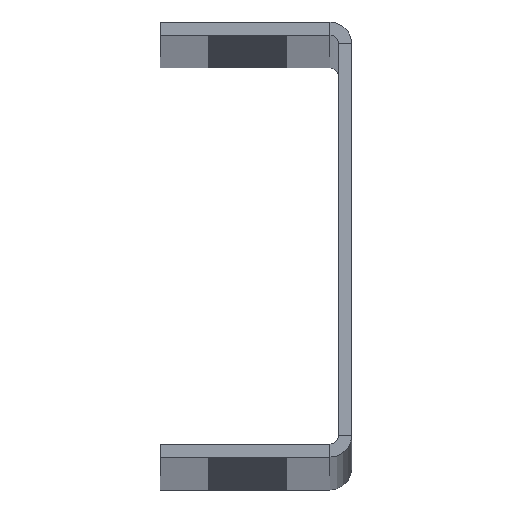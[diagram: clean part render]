
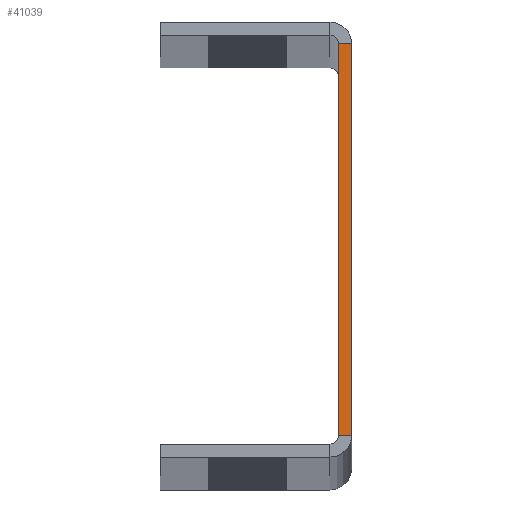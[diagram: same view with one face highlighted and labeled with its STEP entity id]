
A CAD part, top view. The second image highlights one B-rep face of the part: STEP entity #41039.
In plain terms, the highlighted planar face has unit normal (0, 0, 1).
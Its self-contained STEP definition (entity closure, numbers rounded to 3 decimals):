
#3440 = ORIENTED_EDGE ( 'NONE', *, *, #48042, .T. ) ;
#4620 = FACE_OUTER_BOUND ( 'NONE', #47746, .T. ) ;
#5571 = EDGE_CURVE ( 'NONE', #32249, #83458, #98827, .T. ) ;
#7994 = VECTOR ( 'NONE', #35928, 1000. ) ;
#8457 = VERTEX_POINT ( 'NONE', #56783 ) ;
#9571 = CARTESIAN_POINT ( 'NONE',  ( 20.5, -25., 2164. ) ) ;
#13088 = CARTESIAN_POINT ( 'NONE',  ( 22., -2.5, 2164. ) ) ;
#13431 = VERTEX_POINT ( 'NONE', #13088 ) ;
#15203 = CARTESIAN_POINT ( 'NONE',  ( 22., -2.5, 2164. ) ) ;
#25154 = PLANE ( 'NONE',  #25902 ) ;
#25902 = AXIS2_PLACEMENT_3D ( 'NONE', #9571, #79213, #32901 ) ;
#26204 = LINE ( 'NONE', #59184, #7994 ) ;
#27307 = DIRECTION ( 'NONE',  ( 1., 0., 0. ) ) ;
#32249 = VERTEX_POINT ( 'NONE', #41429 ) ;
#32901 = DIRECTION ( 'NONE',  ( 0., -1., 0. ) ) ;
#33237 = LINE ( 'NONE', #15203, #69488 ) ;
#35623 = ORIENTED_EDGE ( 'NONE', *, *, #5571, .T. ) ;
#35928 = DIRECTION ( 'NONE',  ( 0., -1., 0. ) ) ;
#41039 = ADVANCED_FACE ( 'NONE', ( #4620 ), #25154, .T. ) ;
#41429 = CARTESIAN_POINT ( 'NONE',  ( 20.5, -47.5, 2164. ) ) ;
#47278 = EDGE_CURVE ( 'NONE', #8457, #32249, #26204, .T. ) ;
#47746 = EDGE_LOOP ( 'NONE', ( #3440, #74822, #35623, #97452 ) ) ;
#48042 = EDGE_CURVE ( 'NONE', #13431, #8457, #33237, .T. ) ;
#50206 = CARTESIAN_POINT ( 'NONE',  ( 20.5, -47.5, 2164. ) ) ;
#56783 = CARTESIAN_POINT ( 'NONE',  ( 20.5, -2.5, 2164. ) ) ;
#59184 = CARTESIAN_POINT ( 'NONE',  ( 20.5, 0., 2164. ) ) ;
#61386 = DIRECTION ( 'NONE',  ( -1., 0., 0. ) ) ;
#69488 = VECTOR ( 'NONE', #61386, 1000. ) ;
#69888 = LINE ( 'NONE', #83455, #85575 ) ;
#69918 = EDGE_CURVE ( 'NONE', #13431, #83458, #69888, .T. ) ;
#70647 = CARTESIAN_POINT ( 'NONE',  ( 22., -47.5, 2164. ) ) ;
#74822 = ORIENTED_EDGE ( 'NONE', *, *, #47278, .T. ) ;
#78323 = VECTOR ( 'NONE', #27307, 1000. ) ;
#79213 = DIRECTION ( 'NONE',  ( 0., 0., 1. ) ) ;
#83455 = CARTESIAN_POINT ( 'NONE',  ( 22., 0., 2164. ) ) ;
#83458 = VERTEX_POINT ( 'NONE', #70647 ) ;
#85575 = VECTOR ( 'NONE', #98638, 1000. ) ;
#97452 = ORIENTED_EDGE ( 'NONE', *, *, #69918, .F. ) ;
#98638 = DIRECTION ( 'NONE',  ( 0., -1., 0. ) ) ;
#98827 = LINE ( 'NONE', #50206, #78323 ) ;
